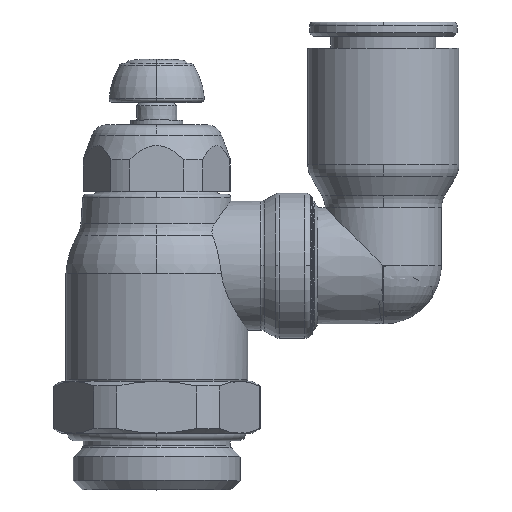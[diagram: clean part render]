
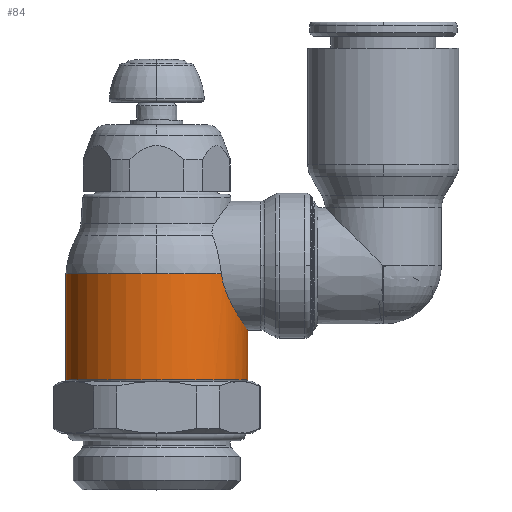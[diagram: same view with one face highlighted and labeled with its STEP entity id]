
A CAD part, top view. The second image highlights one B-rep face of the part: STEP entity #84.
In plain terms, the highlighted cylindrical face has radius 11.4 mm (diameter 22.8 mm), a partial arc.
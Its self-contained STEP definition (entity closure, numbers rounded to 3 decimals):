
#84=ADVANCED_FACE('',(#296),#297,.T.);
#296=FACE_OUTER_BOUND('',#661,.T.);
#297=CYLINDRICAL_SURFACE('',#662,11.4);
#661=EDGE_LOOP('',(#1249,#1250,#1251,#1252,#1253,#1254,#1255));
#662=AXIS2_PLACEMENT_3D('',#1256,#1257,#1258);
#1249=ORIENTED_EDGE('',*,*,#2522,.F.);
#1250=ORIENTED_EDGE('',*,*,#2523,.T.);
#1251=ORIENTED_EDGE('',*,*,#2385,.T.);
#1252=ORIENTED_EDGE('',*,*,#2524,.F.);
#1253=ORIENTED_EDGE('',*,*,#2525,.T.);
#1254=ORIENTED_EDGE('',*,*,#2519,.F.);
#1255=ORIENTED_EDGE('',*,*,#2526,.F.);
#1256=CARTESIAN_POINT('',(0.0,20.45,0.0));
#1257=DIRECTION('',(0.0,1.0,0.0));
#1258=DIRECTION('',(-1.0,0.0,0.0));
#2385=EDGE_CURVE('',#2879,#2887,#2889,.T.);
#2519=EDGE_CURVE('',#3129,#3132,#3133,.T.);
#2522=EDGE_CURVE('',#3137,#3138,#3139,.T.);
#2523=EDGE_CURVE('',#3137,#2879,#3140,.T.);
#2524=EDGE_CURVE('',#3141,#2887,#3142,.T.);
#2525=EDGE_CURVE('',#3141,#3132,#3143,.T.);
#2526=EDGE_CURVE('',#3138,#3129,#3144,.T.);
#2879=VERTEX_POINT('',#3609);
#2887=VERTEX_POINT('',#3617);
#2889=CIRCLE('',#3619,11.4);
#3129=VERTEX_POINT('',#4018);
#3132=VERTEX_POINT('',#4021);
#3133=CIRCLE('',#4022,11.4);
#3137=VERTEX_POINT('',#4055);
#3138=VERTEX_POINT('',#4056);
#3139=LINE('',#4057,#4058);
#3140=CIRCLE('',#4059,11.4);
#3141=VERTEX_POINT('',#4060);
#3142=LINE('',#4061,#4062);
#3143=B_SPLINE_CURVE_WITH_KNOTS('',3,(#4063,#4064,#4065,#4066,#4067,#4068,#4069,#4070,#4071,#4072,#4073,#4074,#4075,#4076,#4077,#4078,#4079,#4080,#4081,#4082,#4083,#4084,#4085,#4086,#4087,#4088,#4089,#4090,#4091,#4092,#4093,#4094,#4095,#4096),.UNSPECIFIED.,.F.,.F.,(4,2,2,2,2,2,2,2,2,2,2,2,2,2,2,2,4),(0.0,1.608,3.216,4.824,6.432,8.015,9.599,11.182,12.766,14.349,15.933,17.517,19.1,20.708,22.316,23.924,25.532),.UNSPECIFIED.);
#3144=CIRCLE('',#4097,11.4);
#3609=CARTESIAN_POINT('',(0.,13.8,11.4));
#3617=CARTESIAN_POINT('',(11.4,13.8,0.));
#3619=AXIS2_PLACEMENT_3D('',#5294,#5295,#5296);
#4018=CARTESIAN_POINT('',(0.,27.1,11.4));
#4021=CARTESIAN_POINT('',(8.111,27.1,8.01));
#4022=AXIS2_PLACEMENT_3D('',#5593,#5594,#5595);
#4055=CARTESIAN_POINT('',(-11.4,13.8,0.0));
#4056=CARTESIAN_POINT('',(-11.4,27.1,0.));
#4057=CARTESIAN_POINT('',(-11.4,20.45,0.));
#4058=VECTOR('',#5599,1.0);
#4059=AXIS2_PLACEMENT_3D('',#5600,#5601,#5602);
#4060=CARTESIAN_POINT('',(11.4,20.045,0.));
#4061=CARTESIAN_POINT('',(11.4,20.45,0.));
#4062=VECTOR('',#5603,1.0);
#4063=CARTESIAN_POINT('',(8.047,28.12,-8.075));
#4064=CARTESIAN_POINT('',(8.047,27.584,-8.075));
#4065=CARTESIAN_POINT('',(8.102,27.042,-8.021));
#4066=CARTESIAN_POINT('',(8.31,25.983,-7.806));
#4067=CARTESIAN_POINT('',(8.461,25.466,-7.645));
#4068=CARTESIAN_POINT('',(8.819,24.483,-7.229));
#4069=CARTESIAN_POINT('',(9.025,24.017,-6.974));
#4070=CARTESIAN_POINT('',(9.448,23.156,-6.39));
#4071=CARTESIAN_POINT('',(9.664,22.761,-6.061));
#4072=CARTESIAN_POINT('',(10.067,22.065,-5.364));
#4073=CARTESIAN_POINT('',(10.269,21.736,-4.972));
#4074=CARTESIAN_POINT('',(10.643,21.15,-4.111));
#4075=CARTESIAN_POINT('',(10.815,20.893,-3.642));
#4076=CARTESIAN_POINT('',(11.099,20.474,-2.651));
#4077=CARTESIAN_POINT('',(11.212,20.312,-2.129));
#4078=CARTESIAN_POINT('',(11.363,20.098,-1.068));
#4079=CARTESIAN_POINT('',(11.4,20.045,-0.528));
#4080=CARTESIAN_POINT('',(11.4,20.045,0.528));
#4081=CARTESIAN_POINT('',(11.363,20.098,1.068));
#4082=CARTESIAN_POINT('',(11.212,20.312,2.129));
#4083=CARTESIAN_POINT('',(11.099,20.474,2.651));
#4084=CARTESIAN_POINT('',(10.815,20.893,3.642));
#4085=CARTESIAN_POINT('',(10.643,21.15,4.111));
#4086=CARTESIAN_POINT('',(10.269,21.736,4.972));
#4087=CARTESIAN_POINT('',(10.067,22.065,5.364));
#4088=CARTESIAN_POINT('',(9.664,22.761,6.061));
#4089=CARTESIAN_POINT('',(9.448,23.156,6.39));
#4090=CARTESIAN_POINT('',(9.025,24.017,6.974));
#4091=CARTESIAN_POINT('',(8.819,24.483,7.229));
#4092=CARTESIAN_POINT('',(8.461,25.466,7.645));
#4093=CARTESIAN_POINT('',(8.31,25.983,7.806));
#4094=CARTESIAN_POINT('',(8.102,27.042,8.021));
#4095=CARTESIAN_POINT('',(8.047,27.584,8.075));
#4096=CARTESIAN_POINT('',(8.047,28.12,8.075));
#4097=AXIS2_PLACEMENT_3D('',#5604,#5605,#5606);
#5294=CARTESIAN_POINT('',(0.0,13.8,0.0));
#5295=DIRECTION('',(0.0,1.0,0.0));
#5296=DIRECTION('',(-1.0,0.0,0.0));
#5593=CARTESIAN_POINT('',(0.0,27.1,0.0));
#5594=DIRECTION('',(0.0,1.0,0.0));
#5595=DIRECTION('',(-1.0,0.0,0.0));
#5599=DIRECTION('',(0.0,1.0,0.0));
#5600=CARTESIAN_POINT('',(0.0,13.8,0.0));
#5601=DIRECTION('',(0.0,1.0,0.0));
#5602=DIRECTION('',(-1.0,0.0,0.0));
#5603=DIRECTION('',(-0.0,-1.0,-0.0));
#5604=CARTESIAN_POINT('',(0.0,27.1,0.0));
#5605=DIRECTION('',(0.0,1.0,0.0));
#5606=DIRECTION('',(-1.0,0.0,0.0));
